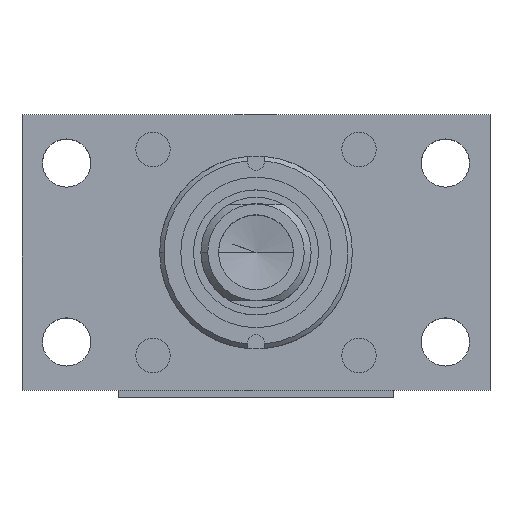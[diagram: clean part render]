
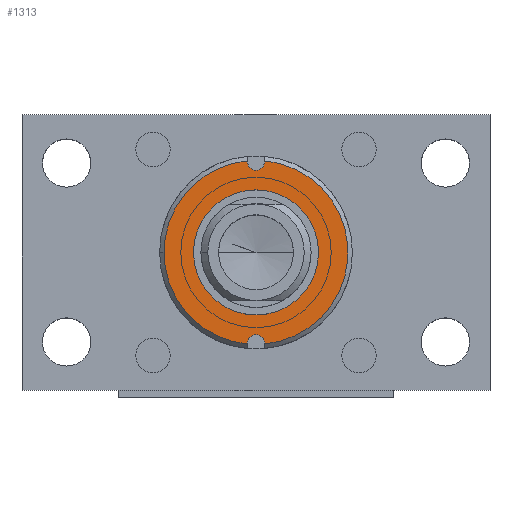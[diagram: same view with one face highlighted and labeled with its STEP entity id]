
A CAD part, top view. The second image highlights one B-rep face of the part: STEP entity #1313.
In plain terms, the highlighted planar face has unit normal (0, 0, 1).
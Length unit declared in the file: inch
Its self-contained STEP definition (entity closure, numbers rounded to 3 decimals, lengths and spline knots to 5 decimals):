
#247 = CIRCLE ( 'NONE', #6153, 0.5675 ) ;
#251 = DIRECTION ( 'NONE',  ( 0., 0., -1. ) ) ;
#349 = EDGE_CURVE ( 'NONE', #694, #8839, #3235, .T. ) ;
#512 = CARTESIAN_POINT ( 'NONE',  ( 18.85008, 30.63592, -2.69734 ) ) ;
#623 = DIRECTION ( 'NONE',  ( -1., 0., 0. ) ) ;
#689 = EDGE_CURVE ( 'NONE', #6957, #8839, #5758, .T. ) ;
#694 = VERTEX_POINT ( 'NONE', #766 ) ;
#766 = CARTESIAN_POINT ( 'NONE',  ( 19.33958, 31.46727, -2.69734 ) ) ;
#813 = VERTEX_POINT ( 'NONE', #7096 ) ;
#884 = LINE ( 'NONE', #4584, #1217 ) ;
#956 = CARTESIAN_POINT ( 'NONE',  ( 19.98508, 30.63592, -2.69734 ) ) ;
#1152 = CARTESIAN_POINT ( 'NONE',  ( 19.41758, 31.20342, -2.69734 ) ) ;
#1179 = EDGE_CURVE ( 'NONE', #813, #6310, #7932, .T. ) ;
#1217 = VECTOR ( 'NONE', #8653, 39.37008 ) ;
#1262 = DIRECTION ( 'NONE',  ( 0., -1., 0. ) ) ;
#1313 = ADVANCED_FACE ( 'NONE', ( #6312, #8258 ), #8085, .F. ) ;
#1336 = AXIS2_PLACEMENT_3D ( 'NONE', #2687, #8935, #623 ) ;
#1404 = DIRECTION ( 'NONE',  ( 0., 0., 1. ) ) ;
#1422 = CARTESIAN_POINT ( 'NONE',  ( 19.41758, 30.63592, -2.69734 ) ) ;
#1609 = AXIS2_PLACEMENT_3D ( 'NONE', #8780, #6775, #4028 ) ;
#2021 = DIRECTION ( 'NONE',  ( 0., 0., 1. ) ) ;
#2049 = DIRECTION ( 'NONE',  ( 0., 0., 1. ) ) ;
#2173 = EDGE_CURVE ( 'NONE', #4434, #3369, #6849, .T. ) ;
#2239 = ORIENTED_EDGE ( 'NONE', *, *, #689, .T. ) ;
#2373 = CARTESIAN_POINT ( 'NONE',  ( 19.33958, 29.80457, -2.69734 ) ) ;
#2404 = CARTESIAN_POINT ( 'NONE',  ( 19.49558, 31.20342, -2.69734 ) ) ;
#2436 = AXIS2_PLACEMENT_3D ( 'NONE', #3701, #7883, #8681 ) ;
#2525 = DIRECTION ( 'NONE',  ( 0., 0., -1. ) ) ;
#2564 = CARTESIAN_POINT ( 'NONE',  ( 19.49558, 31.46727, -2.69734 ) ) ;
#2687 = CARTESIAN_POINT ( 'NONE',  ( 19.41758, 31.45966, -2.69734 ) ) ;
#2707 = ORIENTED_EDGE ( 'NONE', *, *, #2173, .F. ) ;
#2794 = ORIENTED_EDGE ( 'NONE', *, *, #4408, .T. ) ;
#3101 = EDGE_LOOP ( 'NONE', ( #2707, #7507 ) ) ;
#3235 = LINE ( 'NONE', #8886, #6974 ) ;
#3314 = ORIENTED_EDGE ( 'NONE', *, *, #5094, .T. ) ;
#3369 = VERTEX_POINT ( 'NONE', #512 ) ;
#3466 = ORIENTED_EDGE ( 'NONE', *, *, #6213, .F. ) ;
#3484 = ORIENTED_EDGE ( 'NONE', *, *, #349, .F. ) ;
#3492 = EDGE_CURVE ( 'NONE', #3369, #4434, #247, .T. ) ;
#3528 = VERTEX_POINT ( 'NONE', #4152 ) ;
#3701 = CARTESIAN_POINT ( 'NONE',  ( 19.41758, 30.63592, -2.69734 ) ) ;
#4012 = CARTESIAN_POINT ( 'NONE',  ( 19.49558, 29.81218, -2.69734 ) ) ;
#4028 = DIRECTION ( 'NONE',  ( 1., 0., 0. ) ) ;
#4047 = CARTESIAN_POINT ( 'NONE',  ( 19.41758, 30.63592, -2.69734 ) ) ;
#4130 = CARTESIAN_POINT ( 'NONE',  ( 19.33958, 31.20342, -2.69734 ) ) ;
#4140 = EDGE_CURVE ( 'NONE', #6743, #3528, #4515, .T. ) ;
#4152 = CARTESIAN_POINT ( 'NONE',  ( 19.33958, 29.81218, -2.69734 ) ) ;
#4408 = EDGE_CURVE ( 'NONE', #3528, #5619, #5383, .T. ) ;
#4434 = VERTEX_POINT ( 'NONE', #956 ) ;
#4515 = LINE ( 'NONE', #4130, #5278 ) ;
#4552 = LINE ( 'NONE', #2404, #4987 ) ;
#4584 = CARTESIAN_POINT ( 'NONE',  ( 19.49558, 31.20342, -2.69734 ) ) ;
#4861 = DIRECTION ( 'NONE',  ( 0., 1., 0. ) ) ;
#4904 = EDGE_CURVE ( 'NONE', #694, #8265, #8199, .T. ) ;
#4984 = ORIENTED_EDGE ( 'NONE', *, *, #4904, .T. ) ;
#4987 = VECTOR ( 'NONE', #8734, 39.37008 ) ;
#5094 = EDGE_CURVE ( 'NONE', #8265, #6743, #6262, .T. ) ;
#5100 = EDGE_LOOP ( 'NONE', ( #3466, #8111, #8538, #2239, #3484, #4984, #3314, #8663, #2794 ) ) ;
#5144 = DIRECTION ( 'NONE',  ( -1., 0., 0. ) ) ;
#5278 = VECTOR ( 'NONE', #4861, 39.37008 ) ;
#5383 = CIRCLE ( 'NONE', #7211, 0.078 ) ;
#5512 = CARTESIAN_POINT ( 'NONE',  ( 19.41758, 30.63592, -2.69734 ) ) ;
#5571 = CARTESIAN_POINT ( 'NONE',  ( 19.49558, 31.45966, -2.69734 ) ) ;
#5619 = VERTEX_POINT ( 'NONE', #4012 ) ;
#5647 = AXIS2_PLACEMENT_3D ( 'NONE', #1422, #1404, #8937 ) ;
#5758 = CIRCLE ( 'NONE', #1336, 0.078 ) ;
#6153 = AXIS2_PLACEMENT_3D ( 'NONE', #4047, #2021, #8309 ) ;
#6213 = EDGE_CURVE ( 'NONE', #813, #5619, #884, .T. ) ;
#6262 = CIRCLE ( 'NONE', #5647, 0.835 ) ;
#6310 = VERTEX_POINT ( 'NONE', #2564 ) ;
#6312 = FACE_OUTER_BOUND ( 'NONE', #5100, .T. ) ;
#6364 = AXIS2_PLACEMENT_3D ( 'NONE', #1152, #2525, #8736 ) ;
#6577 = EDGE_CURVE ( 'NONE', #6310, #6957, #4552, .T. ) ;
#6743 = VERTEX_POINT ( 'NONE', #2373 ) ;
#6775 = DIRECTION ( 'NONE',  ( 0., 0., 1. ) ) ;
#6849 = CIRCLE ( 'NONE', #8289, 0.5675 ) ;
#6919 = DIRECTION ( 'NONE',  ( 1., 0., 0. ) ) ;
#6957 = VERTEX_POINT ( 'NONE', #5571 ) ;
#6974 = VECTOR ( 'NONE', #1262, 39.37008 ) ;
#7096 = CARTESIAN_POINT ( 'NONE',  ( 19.49558, 29.80457, -2.69734 ) ) ;
#7211 = AXIS2_PLACEMENT_3D ( 'NONE', #8585, #251, #5144 ) ;
#7421 = CARTESIAN_POINT ( 'NONE',  ( 19.33958, 31.45966, -2.69734 ) ) ;
#7507 = ORIENTED_EDGE ( 'NONE', *, *, #3492, .F. ) ;
#7883 = DIRECTION ( 'NONE',  ( 0., 0., 1. ) ) ;
#7932 = CIRCLE ( 'NONE', #2436, 0.835 ) ;
#8085 = PLANE ( 'NONE',  #6364 ) ;
#8111 = ORIENTED_EDGE ( 'NONE', *, *, #1179, .T. ) ;
#8199 = CIRCLE ( 'NONE', #1609, 0.835 ) ;
#8258 = FACE_BOUND ( 'NONE', #3101, .T. ) ;
#8265 = VERTEX_POINT ( 'NONE', #8884 ) ;
#8289 = AXIS2_PLACEMENT_3D ( 'NONE', #5512, #2049, #6919 ) ;
#8309 = DIRECTION ( 'NONE',  ( 1., 0., 0. ) ) ;
#8538 = ORIENTED_EDGE ( 'NONE', *, *, #6577, .T. ) ;
#8585 = CARTESIAN_POINT ( 'NONE',  ( 19.41758, 29.81218, -2.69734 ) ) ;
#8653 = DIRECTION ( 'NONE',  ( 0., 1., 0. ) ) ;
#8663 = ORIENTED_EDGE ( 'NONE', *, *, #4140, .T. ) ;
#8681 = DIRECTION ( 'NONE',  ( 1., 0., 0. ) ) ;
#8734 = DIRECTION ( 'NONE',  ( 0., -1., 0. ) ) ;
#8736 = DIRECTION ( 'NONE',  ( 0., -1., 0. ) ) ;
#8780 = CARTESIAN_POINT ( 'NONE',  ( 19.41758, 30.63592, -2.69734 ) ) ;
#8839 = VERTEX_POINT ( 'NONE', #7421 ) ;
#8884 = CARTESIAN_POINT ( 'NONE',  ( 18.58258, 30.63592, -2.69734 ) ) ;
#8886 = CARTESIAN_POINT ( 'NONE',  ( 19.33958, 31.20342, -2.69734 ) ) ;
#8935 = DIRECTION ( 'NONE',  ( 0., 0., -1. ) ) ;
#8937 = DIRECTION ( 'NONE',  ( 1., 0., 0. ) ) ;
